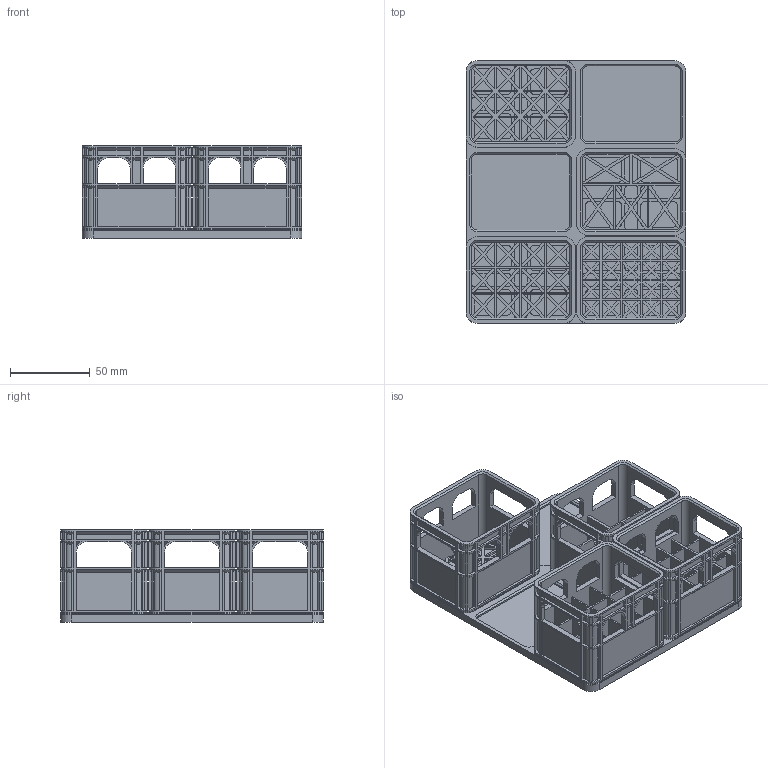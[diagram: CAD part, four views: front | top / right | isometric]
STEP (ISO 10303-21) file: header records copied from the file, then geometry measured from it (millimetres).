
FILE_DESCRIPTION(('Creo Elements/Direct Modeling STEP Export'),'2;1');
FILE_NAME('Bierkisten.stp','2022-04-18T15:06:46',(''),(''),'Creo Elements/Direct Modeling STEP processor for AP214 (Solid Model)','Creo Elements/Direct Modeling 20.3B 05-Dec-2020 (C) Parametric Technology GmbH','');
FILE_SCHEMA(('AUTOMOTIVE_DESIGN { 1 0 10303 214 1 1 1 1 }'));
Length unit declared in the file: millimetre
Products named in the file (11): Tray-Leer; Boden; Leer; AAA-Tray; AAA; AA-Tray; AA; Tray-9V; 9V-Block; Tray; 6er-Tray
Assembly tree (9 placements, depth 2):
  Leer
    Boden
    Tray-Leer
  AAA
    AAA-Tray
    Boden
  AA
    AA-Tray
    Boden
  9V-Block
    Tray-9V
    Boden
  6er-Tray
    Tray
Bounding box: 138.2 x 165.2 x 58.2 mm (x, y, z)
Volume: 194026.4 mm3; surface area: 214558.1 mm2
Topology: 9 solids, 9 shells, 3002 faces, 8164 edges, 5128 vertices
Faces by surface type: plane 2150, cylinder 524, cone 328
Entity records: 73566 total; most frequent: CARTESIAN_POINT 14427, ORIENTED_EDGE 13448, DIRECTION 10515, EDGE_CURVE 6724, VECTOR 4963, LINE 4963, VERTEX_POINT 4240, EDGE_LOOP 2868
